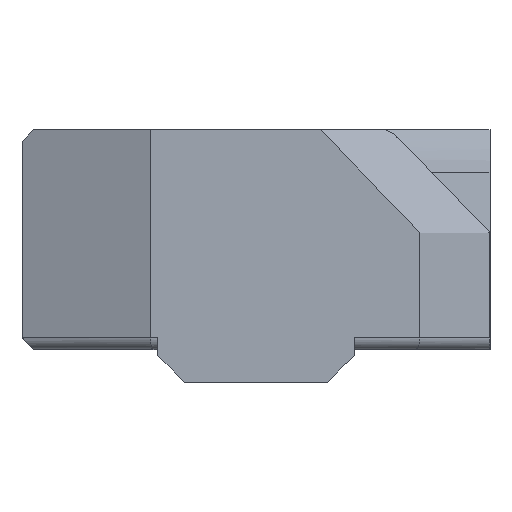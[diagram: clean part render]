
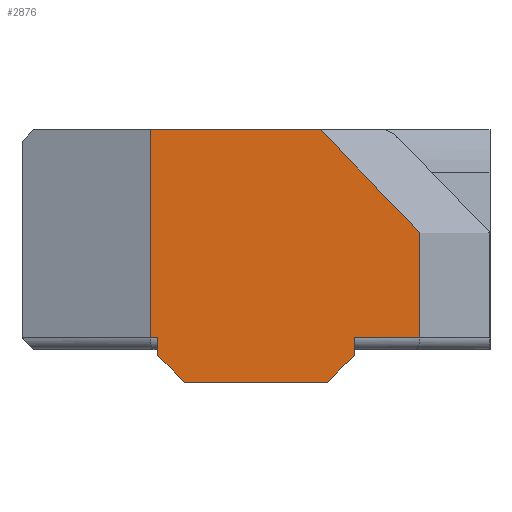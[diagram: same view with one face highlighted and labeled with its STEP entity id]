
A CAD part, left-side view. The second image highlights one B-rep face of the part: STEP entity #2876.
In plain terms, the highlighted planar face has unit normal (-1, 0, 0).
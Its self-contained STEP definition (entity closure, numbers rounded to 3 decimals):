
#50=PLANE('',#3094);
#204=FACE_OUTER_BOUND('',#381,.T.);
#381=EDGE_LOOP('',(#2065,#2066,#2067,#2068,#2069,#2070,#2071,#2072,#2073,
#2074,#2075));
#649=LINE('',#4232,#997);
#650=LINE('',#4235,#998);
#654=LINE('',#4243,#1002);
#655=LINE('',#4245,#1003);
#656=LINE('',#4247,#1004);
#657=LINE('',#4249,#1005);
#658=LINE('',#4251,#1006);
#659=LINE('',#4253,#1007);
#660=LINE('',#4255,#1008);
#661=LINE('',#4257,#1009);
#662=LINE('',#4258,#1010);
#997=VECTOR('',#3386,10.);
#998=VECTOR('',#3389,10.);
#1002=VECTOR('',#3395,10.);
#1003=VECTOR('',#3396,10.);
#1004=VECTOR('',#3397,10.);
#1005=VECTOR('',#3398,10.);
#1006=VECTOR('',#3399,10.);
#1007=VECTOR('',#3400,10.);
#1008=VECTOR('',#3401,10.);
#1009=VECTOR('',#3402,10.);
#1010=VECTOR('',#3403,10.);
#1343=VERTEX_POINT('',#4224);
#1345=VERTEX_POINT('',#4230);
#1346=VERTEX_POINT('',#4234);
#1349=VERTEX_POINT('',#4242);
#1350=VERTEX_POINT('',#4244);
#1351=VERTEX_POINT('',#4246);
#1352=VERTEX_POINT('',#4248);
#1353=VERTEX_POINT('',#4250);
#1354=VERTEX_POINT('',#4252);
#1355=VERTEX_POINT('',#4254);
#1356=VERTEX_POINT('',#4256);
#1628=EDGE_CURVE('',#1345,#1343,#649,.T.);
#1629=EDGE_CURVE('',#1343,#1346,#650,.T.);
#1633=EDGE_CURVE('',#1349,#1345,#654,.T.);
#1634=EDGE_CURVE('',#1350,#1349,#655,.T.);
#1635=EDGE_CURVE('',#1351,#1350,#656,.T.);
#1636=EDGE_CURVE('',#1352,#1351,#657,.T.);
#1637=EDGE_CURVE('',#1353,#1352,#658,.T.);
#1638=EDGE_CURVE('',#1354,#1353,#659,.T.);
#1639=EDGE_CURVE('',#1355,#1354,#660,.T.);
#1640=EDGE_CURVE('',#1356,#1355,#661,.T.);
#1641=EDGE_CURVE('',#1346,#1356,#662,.T.);
#2065=ORIENTED_EDGE('',*,*,#1628,.F.);
#2066=ORIENTED_EDGE('',*,*,#1633,.F.);
#2067=ORIENTED_EDGE('',*,*,#1634,.F.);
#2068=ORIENTED_EDGE('',*,*,#1635,.F.);
#2069=ORIENTED_EDGE('',*,*,#1636,.F.);
#2070=ORIENTED_EDGE('',*,*,#1637,.F.);
#2071=ORIENTED_EDGE('',*,*,#1638,.F.);
#2072=ORIENTED_EDGE('',*,*,#1639,.F.);
#2073=ORIENTED_EDGE('',*,*,#1640,.F.);
#2074=ORIENTED_EDGE('',*,*,#1641,.F.);
#2075=ORIENTED_EDGE('',*,*,#1629,.F.);
#2876=ADVANCED_FACE('',(#204),#50,.T.);
#3094=AXIS2_PLACEMENT_3D('',#4241,#3393,#3394);
#3386=DIRECTION('',(0.,1.,0.));
#3389=DIRECTION('',(0.,0.,1.));
#3393=DIRECTION('center_axis',(-1.,0.,0.));
#3394=DIRECTION('ref_axis',(0.,-1.,0.));
#3395=DIRECTION('',(0.,0.,1.));
#3396=DIRECTION('',(0.,0.707,0.707));
#3397=DIRECTION('',(0.,1.,0.));
#3398=DIRECTION('',(0.,0.707,-0.707));
#3399=DIRECTION('',(0.,0.,-1.));
#3400=DIRECTION('',(0.,1.,0.));
#3401=DIRECTION('',(0.,0.,-1.));
#3402=DIRECTION('',(0.,-0.694,-0.72));
#3403=DIRECTION('',(0.,-1.,0.));
#4224=CARTESIAN_POINT('',(-25.5,14.5,0.5));
#4230=CARTESIAN_POINT('',(-25.5,14.2,0.5));
#4232=CARTESIAN_POINT('',(-25.5,12.25,0.5));
#4234=CARTESIAN_POINT('',(-25.5,14.5,9.4));
#4235=CARTESIAN_POINT('',(-25.5,14.5,0.));
#4241=CARTESIAN_POINT('Origin',(-25.5,14.5,0.));
#4242=CARTESIAN_POINT('',(-25.5,14.2,-0.25));
#4243=CARTESIAN_POINT('',(-25.5,14.2,-0.35));
#4244=CARTESIAN_POINT('',(-25.5,13.05,-1.4));
#4245=CARTESIAN_POINT('',(-25.5,13.038,-1.413));
#4246=CARTESIAN_POINT('',(-25.5,6.95,-1.4));
#4247=CARTESIAN_POINT('',(-25.5,11.525,-1.4));
#4248=CARTESIAN_POINT('',(-25.5,5.8,-0.25));
#4249=CARTESIAN_POINT('',(-25.5,7.538,-1.988));
#4250=CARTESIAN_POINT('',(-25.5,5.8,0.5));
#4251=CARTESIAN_POINT('',(-25.5,5.8,-0.475));
#4252=CARTESIAN_POINT('',(-25.5,3.,0.5));
#4253=CARTESIAN_POINT('',(-25.5,12.25,0.5));
#4254=CARTESIAN_POINT('',(-25.5,3.,5.));
#4255=CARTESIAN_POINT('',(-25.5,3.,0.));
#4256=CARTESIAN_POINT('',(-25.5,7.243,9.4));
#4257=CARTESIAN_POINT('',(-25.5,4.031,6.07));
#4258=CARTESIAN_POINT('',(-25.5,20.,9.4));
